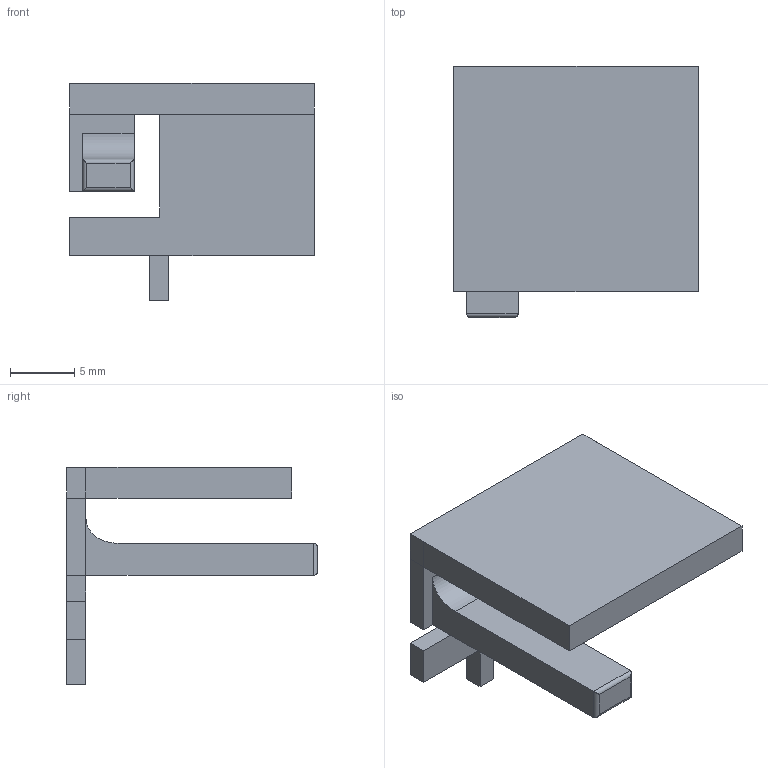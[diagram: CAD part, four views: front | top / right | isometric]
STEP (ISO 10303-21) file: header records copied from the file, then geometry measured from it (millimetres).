
FILE_DESCRIPTION(('FreeCAD Model'),'2;1');
FILE_NAME('Open CASCADE Shape Model','2024-07-31T16:06:59',('Author'),( ''),'Open CASCADE STEP processor 7.8','FreeCAD','Unknown');
FILE_SCHEMA(('AUTOMOTIVE_DESIGN { 1 0 10303 214 1 1 1 1 }'));
Length unit declared in the file: millimetre
Products named in the file (5): button_lever; Extrude001; Fillet; Extrude003; Cut
Assembly tree (4 placements, depth 2):
  button_lever
    Extrude001
    Fillet
    Extrude003
    Cut
Bounding box: 19 x 19.5 x 16.9 mm (x, y, z)
Volume: 1264.1 mm3; surface area: 1621.3 mm2
Topology: 5 solids, 5 shells, 39 faces, 83 edges, 54 vertices
Faces by surface type: plane 34, cylinder 4, extrusion 1
Entity records: 1160 total; most frequent: CARTESIAN_POINT 181, DIRECTION 178, ORIENTED_EDGE 166, EDGE_CURVE 83, VECTOR 78, LINE 77, VERTEX_POINT 54, AXIS2_PLACEMENT_3D 50
